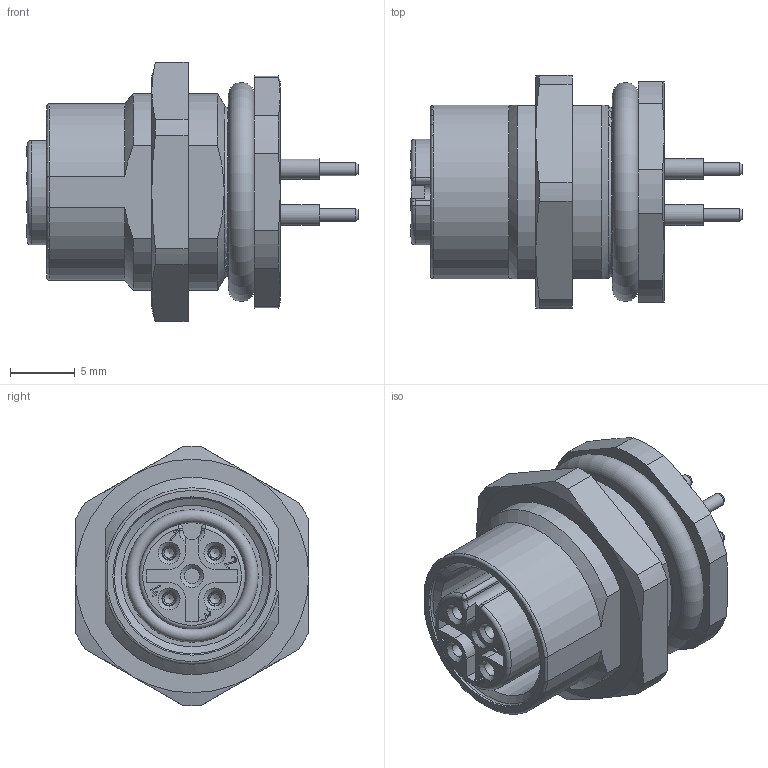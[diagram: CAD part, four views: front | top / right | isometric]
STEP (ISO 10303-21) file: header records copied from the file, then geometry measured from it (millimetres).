
FILE_DESCRIPTION(/* description */ (''),/* implementation_level */ '2;1');
FILE_NAME(/* name */ '09_3432_90_04_001_00.stp',/* time_stamp */ '2012-11-28T16:49:18+01:00',/* author */ (''),/* organization */ (''),/* preprocessor_version */ 'ST-DEVELOPER v11',/* originating_system */ 'SIEMENS UGS NX 6.0',/* authorisation */ '');
FILE_SCHEMA (('AUTOMOTIVE_DESIGN { 1 0 10303 214 1 1 1 1 }'));
Length unit declared in the file: millimetre
Products named in the file (1): kbor562778ph
Bounding box: 25.6 x 18 x 19.99 mm (x, y, z)
Volume: 2691.4 mm3; surface area: 2913.2 mm2
Topology: 1 solids, 1 shells, 381 faces, 1018 edges, 667 vertices
Faces by surface type: plane 161, extrusion 106, cylinder 52, cone 49, torus 11, sphere 2
Full cylindrical faces by diameter (mm): 1 x4, 1.1 x4, 1.2 x1, 1.6 x4, 7.5 x1, 10.917 x1, 11 x1, 12.2 x1, 13 x1
Entity records: 12006 total; most frequent: CARTESIAN_POINT 3224, ORIENTED_EDGE 1886, DIRECTION 1520, EDGE_CURVE 943, VERTEX_POINT 641, VECTOR 554, AXIS2_PLACEMENT_3D 483, EDGE_LOOP 454
